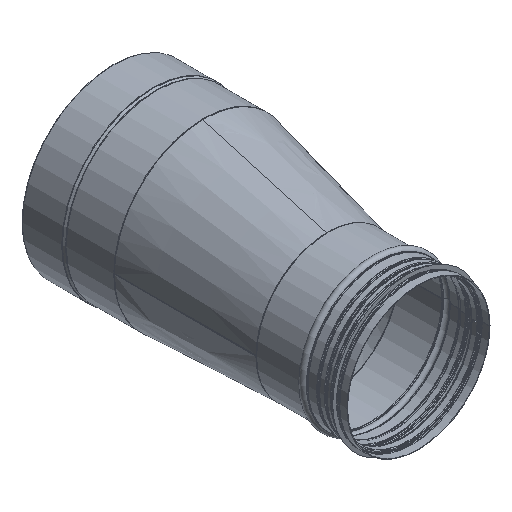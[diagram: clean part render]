
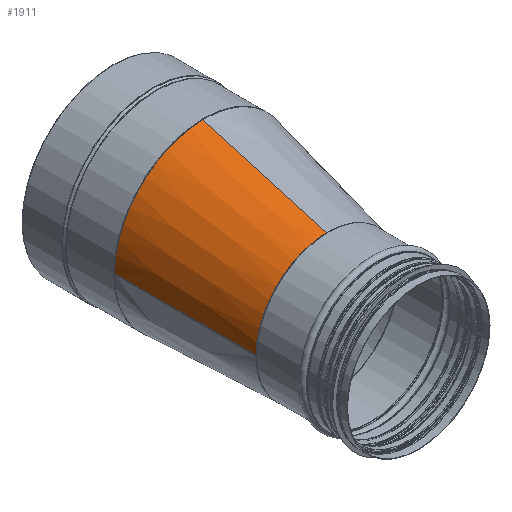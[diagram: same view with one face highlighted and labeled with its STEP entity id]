
A CAD part, isometric view. The second image highlights one B-rep face of the part: STEP entity #1911.
In plain terms, the highlighted free-form (B-spline) face has degree [3, 3] with [4, 10] control points.
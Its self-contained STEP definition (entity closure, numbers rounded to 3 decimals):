
#327=FACE_OUTER_BOUND('',#462,.T.);
#462=EDGE_LOOP('',(#1273,#1274,#1275,#1276));
#839=B_SPLINE_CURVE_WITH_KNOTS('',3,(#3009,#3010,#3011,#3012),
 .UNSPECIFIED.,.F.,.F.,(4,4),(1.003,24.33),
 .UNSPECIFIED.);
#842=B_SPLINE_CURVE_WITH_KNOTS('',3,(#3119,#3120,#3121,#3122,#3123,#3124,
#3125,#3126,#3127,#3128,#3129,#3130,#3131,#3132,#3133,#3134,#3135,#3136,
#3137,#3138,#3139,#3140),.UNSPECIFIED.,.F.,.F.,(4,3,3,3,3,3,3,4),(3.144,
3.368,3.592,3.816,4.041,4.34,
4.489,4.697),.UNSPECIFIED.);
#845=B_SPLINE_CURVE_WITH_KNOTS('',3,(#3411,#3412,#3413,#3414,#3415,#3416,
#3417,#3418,#3419,#3420,#3421),.UNSPECIFIED.,.F.,.F.,(4,1,1,1,1,1,1,1,4),
(1.587,1.645,1.794,2.019,2.243,
2.467,2.691,2.916,3.14),
 .UNSPECIFIED.);
#847=B_SPLINE_CURVE_WITH_KNOTS('',3,(#3473,#3474,#3475,#3476),
 .UNSPECIFIED.,.F.,.F.,(4,4),(-1.62,-0.002),
 .UNSPECIFIED.);
#852=VERTEX_POINT('',#3007);
#853=VERTEX_POINT('',#3008);
#858=VERTEX_POINT('',#3093);
#861=VERTEX_POINT('',#3410);
#996=EDGE_CURVE('',#852,#853,#839,.T.);
#1003=EDGE_CURVE('',#853,#858,#842,.T.);
#1009=EDGE_CURVE('',#861,#852,#845,.T.);
#1012=EDGE_CURVE('',#858,#861,#847,.T.);
#1273=ORIENTED_EDGE('',*,*,#996,.T.);
#1274=ORIENTED_EDGE('',*,*,#1003,.T.);
#1275=ORIENTED_EDGE('',*,*,#1012,.T.);
#1276=ORIENTED_EDGE('',*,*,#1009,.T.);
#1763=B_SPLINE_SURFACE_WITH_KNOTS('',3,3,((#3433,#3434,#3435,#3436,#3437,
#3438,#3439,#3440,#3441,#3442),(#3443,#3444,#3445,#3446,#3447,#3448,#3449,
#3450,#3451,#3452),(#3453,#3454,#3455,#3456,#3457,#3458,#3459,#3460,#3461,
#3462),(#3463,#3464,#3465,#3466,#3467,#3468,#3469,#3470,#3471,#3472)),
 .UNSPECIFIED.,.F.,.F.,.F.,(4,4),(4,1,1,1,1,1,1,4),(0.002,
1.718),(-3.142,-2.917,-2.693,
-2.469,-2.245,-2.021,-1.797,
-1.572),.UNSPECIFIED.);
#1911=ADVANCED_FACE('',(#327),#1763,.F.);
#3007=CARTESIAN_POINT('',(158.,0.,0.252));
#3008=CARTESIAN_POINT('',(158.,250.,0.252));
#3009=CARTESIAN_POINT('Ctrl Pts',(158.,0.,
0.252));
#3010=CARTESIAN_POINT('Ctrl Pts',(158.,78.939,0.252));
#3011=CARTESIAN_POINT('Ctrl Pts',(158.,171.065,0.252));
#3012=CARTESIAN_POINT('Ctrl Pts',(158.,250.,0.252));
#3093=CARTESIAN_POINT('',(33.999,250.125,125.976));
#3119=CARTESIAN_POINT('Ctrl Pts',(158.,250.,0.252));
#3120=CARTESIAN_POINT('Ctrl Pts',(157.981,250.,9.671));
#3121=CARTESIAN_POINT('Ctrl Pts',(156.902,250.001,19.087));
#3122=CARTESIAN_POINT('Ctrl Pts',(154.789,250.003,28.266));
#3123=CARTESIAN_POINT('Ctrl Pts',(152.676,250.005,37.444));
#3124=CARTESIAN_POINT('Ctrl Pts',(149.53,250.009,46.386));
#3125=CARTESIAN_POINT('Ctrl Pts',(145.428,250.013,54.864));
#3126=CARTESIAN_POINT('Ctrl Pts',(141.327,250.017,63.343));
#3127=CARTESIAN_POINT('Ctrl Pts',(136.271,250.022,71.359));
#3128=CARTESIAN_POINT('Ctrl Pts',(130.387,250.028,78.714));
#3129=CARTESIAN_POINT('Ctrl Pts',(124.503,250.034,86.069));
#3130=CARTESIAN_POINT('Ctrl Pts',(117.792,250.041,92.763));
#3131=CARTESIAN_POINT('Ctrl Pts',(110.419,250.048,98.624));
#3132=CARTESIAN_POINT('Ctrl Pts',(100.589,250.058,106.438));
#3133=CARTESIAN_POINT('Ctrl Pts',(89.582,250.069,112.77));
#3134=CARTESIAN_POINT('Ctrl Pts',(77.887,250.081,117.345));
#3135=CARTESIAN_POINT('Ctrl Pts',(72.04,250.087,119.633));
#3136=CARTESIAN_POINT('Ctrl Pts',(66.02,250.093,121.482));
#3137=CARTESIAN_POINT('Ctrl Pts',(59.896,250.099,122.87));
#3138=CARTESIAN_POINT('Ctrl Pts',(51.402,250.108,124.795));
#3139=CARTESIAN_POINT('Ctrl Pts',(42.708,250.116,125.835));
#3140=CARTESIAN_POINT('Ctrl Pts',(33.999,250.125,125.974));
#3410=CARTESIAN_POINT('',(2.507,0.125,157.972));
#3411=CARTESIAN_POINT('Ctrl Pts',(2.507,0.125,157.972));
#3412=CARTESIAN_POINT('Ctrl Pts',(5.566,0.123,157.924));
#3413=CARTESIAN_POINT('Ctrl Pts',(16.494,0.114,157.438));
#3414=CARTESIAN_POINT('Ctrl Pts',(39.053,0.096,154.055));
#3415=CARTESIAN_POINT('Ctrl Pts',(68.983,0.072,143.622));
#3416=CARTESIAN_POINT('Ctrl Pts',(99.199,0.048,124.681));
#3417=CARTESIAN_POINT('Ctrl Pts',(124.445,0.027,99.497));
#3418=CARTESIAN_POINT('Ctrl Pts',(143.458,0.012,69.327));
#3419=CARTESIAN_POINT('Ctrl Pts',(155.283,0.002,
35.684));
#3420=CARTESIAN_POINT('Ctrl Pts',(157.981,0.,
12.064));
#3421=CARTESIAN_POINT('Ctrl Pts',(158.,0.,
0.252));
#3433=CARTESIAN_POINT('Ctrl Pts',(2.507,0.125,157.972));
#3434=CARTESIAN_POINT('Ctrl Pts',(14.127,-1.339,157.972));
#3435=CARTESIAN_POINT('Ctrl Pts',(37.365,-4.266,155.315));
#3436=CARTESIAN_POINT('Ctrl Pts',(70.478,-8.437,143.556));
#3437=CARTESIAN_POINT('Ctrl Pts',(100.19,-12.18,124.614));
#3438=CARTESIAN_POINT('Ctrl Pts',(125.01,-15.307,99.434));
#3439=CARTESIAN_POINT('Ctrl Pts',(143.704,-17.662,69.282));
#3440=CARTESIAN_POINT('Ctrl Pts',(155.328,-19.127,35.661));
#3441=CARTESIAN_POINT('Ctrl Pts',(157.981,-19.461,12.059));
#3442=CARTESIAN_POINT('Ctrl Pts',(158.,-19.463,0.256));
#3443=CARTESIAN_POINT('Ctrl Pts',(13.645,88.543,146.656));
#3444=CARTESIAN_POINT('Ctrl Pts',(24.432,87.184,146.656));
#3445=CARTESIAN_POINT('Ctrl Pts',(46.006,84.467,144.189));
#3446=CARTESIAN_POINT('Ctrl Pts',(76.748,80.594,133.273));
#3447=CARTESIAN_POINT('Ctrl Pts',(104.331,77.119,115.688));
#3448=CARTESIAN_POINT('Ctrl Pts',(127.374,74.216,92.311));
#3449=CARTESIAN_POINT('Ctrl Pts',(144.728,72.03,64.319));
#3450=CARTESIAN_POINT('Ctrl Pts',(155.519,70.67,33.107));
#3451=CARTESIAN_POINT('Ctrl Pts',(157.982,70.36,11.195));
#3452=CARTESIAN_POINT('Ctrl Pts',(158.,70.358,0.237));
#3453=CARTESIAN_POINT('Ctrl Pts',(24.783,176.961,135.34));
#3454=CARTESIAN_POINT('Ctrl Pts',(34.738,175.707,135.34));
#3455=CARTESIAN_POINT('Ctrl Pts',(54.647,173.199,133.063));
#3456=CARTESIAN_POINT('Ctrl Pts',(83.017,169.625,122.989));
#3457=CARTESIAN_POINT('Ctrl Pts',(108.472,166.418,106.761));
#3458=CARTESIAN_POINT('Ctrl Pts',(129.737,163.74,85.188));
#3459=CARTESIAN_POINT('Ctrl Pts',(145.752,161.722,59.356));
#3460=CARTESIAN_POINT('Ctrl Pts',(155.711,160.467,30.552));
#3461=CARTESIAN_POINT('Ctrl Pts',(157.984,160.181,10.331));
#3462=CARTESIAN_POINT('Ctrl Pts',(158.,160.179,0.219));
#3463=CARTESIAN_POINT('Ctrl Pts',(35.921,265.379,124.024));
#3464=CARTESIAN_POINT('Ctrl Pts',(45.044,264.23,124.024));
#3465=CARTESIAN_POINT('Ctrl Pts',(63.288,261.932,121.937));
#3466=CARTESIAN_POINT('Ctrl Pts',(89.286,258.657,112.706));
#3467=CARTESIAN_POINT('Ctrl Pts',(112.613,255.718,97.834));
#3468=CARTESIAN_POINT('Ctrl Pts',(132.1,253.263,78.065));
#3469=CARTESIAN_POINT('Ctrl Pts',(146.776,251.414,54.393));
#3470=CARTESIAN_POINT('Ctrl Pts',(155.902,250.264,27.997));
#3471=CARTESIAN_POINT('Ctrl Pts',(157.985,250.002,9.467));
#3472=CARTESIAN_POINT('Ctrl Pts',(158.,250.,0.201));
#3473=CARTESIAN_POINT('Ctrl Pts',(33.999,250.125,125.976));
#3474=CARTESIAN_POINT('Ctrl Pts',(23.502,166.792,136.642));
#3475=CARTESIAN_POINT('Ctrl Pts',(13.004,83.458,147.307));
#3476=CARTESIAN_POINT('Ctrl Pts',(2.507,0.125,157.972));
